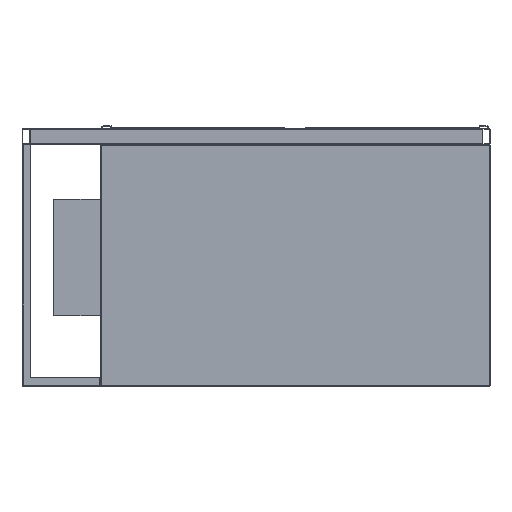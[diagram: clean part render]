
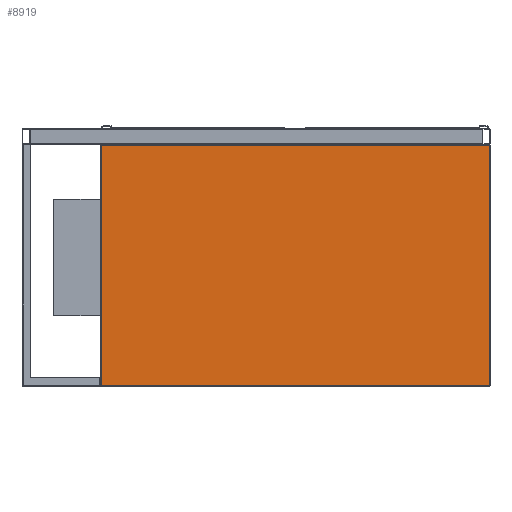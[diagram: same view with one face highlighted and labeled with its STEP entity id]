
A CAD part, front view. The second image highlights one B-rep face of the part: STEP entity #8919.
In plain terms, the highlighted planar face has unit normal (0, -1, 0).
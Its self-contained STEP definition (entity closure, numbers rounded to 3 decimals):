
#316 = VECTOR ( 'NONE', #12705, 1000. ) ;
#528 = ORIENTED_EDGE ( 'NONE', *, *, #33854, .T. ) ;
#623 = CARTESIAN_POINT ( 'NONE',  ( -498., -350., -660. ) ) ;
#1079 = PLANE ( 'NONE',  #20704 ) ;
#1649 = CARTESIAN_POINT ( 'NONE',  ( 498., -350., -660. ) ) ;
#3694 = VERTEX_POINT ( 'NONE', #20686 ) ;
#5747 = VERTEX_POINT ( 'NONE', #34174 ) ;
#6561 = DIRECTION ( 'NONE',  ( -1., 0., 0. ) ) ;
#7057 = DIRECTION ( 'NONE',  ( 0., 0., -1. ) ) ;
#8919 = ADVANCED_FACE ( 'Fl�che8', ( #15039 ), #1079, .T. ) ;
#9789 = DIRECTION ( 'NONE',  ( 0., -1., 0. ) ) ;
#10131 = EDGE_CURVE ( 'NONE', #3694, #5747, #31191, .T. ) ;
#12467 = VERTEX_POINT ( 'NONE', #30195 ) ;
#12490 = CARTESIAN_POINT ( 'NONE',  ( -500., -350., -660. ) ) ;
#12607 = CARTESIAN_POINT ( 'NONE',  ( 498., -350., -658. ) ) ;
#12705 = DIRECTION ( 'NONE',  ( 0., 0., 1. ) ) ;
#12720 = VECTOR ( 'NONE', #25361, 1000. ) ;
#14579 = LINE ( 'NONE', #623, #18816 ) ;
#15039 = FACE_OUTER_BOUND ( 'NONE', #19767, .T. ) ;
#15044 = CARTESIAN_POINT ( 'NONE',  ( -500., -350., -658. ) ) ;
#15524 = ORIENTED_EDGE ( 'NONE', *, *, #10131, .T. ) ;
#17208 = EDGE_CURVE ( 'NONE', #12467, #32249, #20284, .T. ) ;
#18816 = VECTOR ( 'NONE', #22540, 1000. ) ;
#19767 = EDGE_LOOP ( 'NONE', ( #15524, #32739, #22924, #528 ) ) ;
#20284 = LINE ( 'NONE', #15044, #12720 ) ;
#20686 = CARTESIAN_POINT ( 'NONE',  ( 498., -350., -42. ) ) ;
#20704 = AXIS2_PLACEMENT_3D ( 'NONE', #12490, #9789, #7057 ) ;
#22540 = DIRECTION ( 'NONE',  ( 0., 0., -1. ) ) ;
#22924 = ORIENTED_EDGE ( 'NONE', *, *, #17208, .T. ) ;
#25361 = DIRECTION ( 'NONE',  ( 1., 0., 0. ) ) ;
#26452 = LINE ( 'NONE', #1649, #316 ) ;
#28284 = CARTESIAN_POINT ( 'NONE',  ( -500., -350., -42. ) ) ;
#30195 = CARTESIAN_POINT ( 'NONE',  ( -498., -350., -658. ) ) ;
#31191 = LINE ( 'NONE', #28284, #32754 ) ;
#32249 = VERTEX_POINT ( 'NONE', #12607 ) ;
#32739 = ORIENTED_EDGE ( 'NONE', *, *, #34832, .T. ) ;
#32754 = VECTOR ( 'NONE', #6561, 1000. ) ;
#33854 = EDGE_CURVE ( 'NONE', #32249, #3694, #26452, .T. ) ;
#34174 = CARTESIAN_POINT ( 'NONE',  ( -498., -350., -42. ) ) ;
#34832 = EDGE_CURVE ( 'NONE', #5747, #12467, #14579, .T. ) ;
